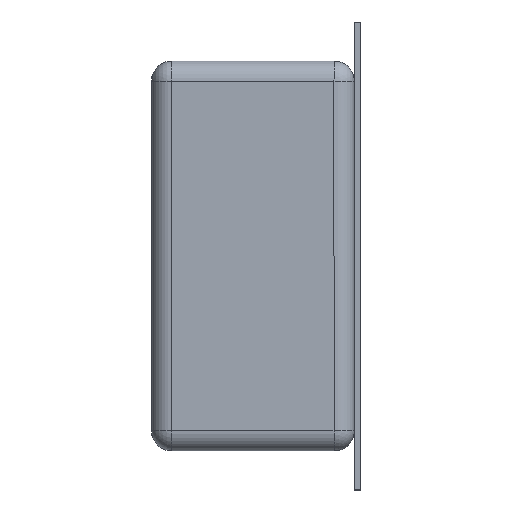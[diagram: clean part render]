
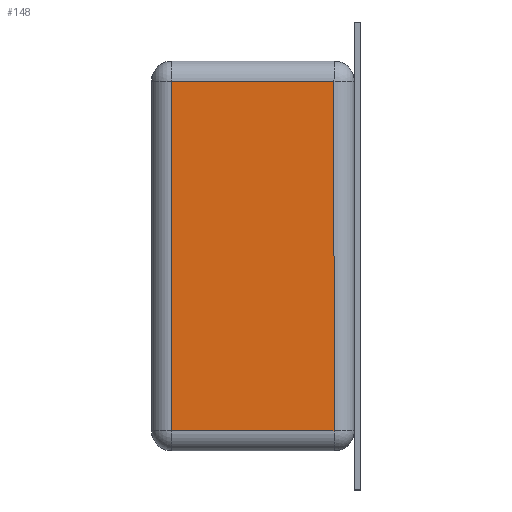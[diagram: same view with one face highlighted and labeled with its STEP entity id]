
A CAD part, left-side view. The second image highlights one B-rep face of the part: STEP entity #148.
In plain terms, the highlighted planar face has unit normal (-1, 0, 0).
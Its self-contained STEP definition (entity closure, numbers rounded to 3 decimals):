
#113 = ORIENTED_EDGE ( 'NONE', *, *, #114, .T. ) ;
#114 = EDGE_CURVE ( 'NONE', #269, #152, #797, .T. ) ;
#121 = ORIENTED_EDGE ( 'NONE', *, *, #227, .T. ) ;
#122 = EDGE_CURVE ( 'NONE', #153, #268, #676, .T. ) ;
#126 = ORIENTED_EDGE ( 'NONE', *, *, #122, .T. ) ;
#148 = ADVANCED_FACE ( 'NONE', ( #894 ), #944, .T. ) ;
#149 = EDGE_LOOP ( 'NONE', ( #150, #126, #121, #113 ) ) ;
#150 = ORIENTED_EDGE ( 'NONE', *, *, #151, .T. ) ;
#151 = EDGE_CURVE ( 'NONE', #152, #153, #939, .T. ) ;
#152 = VERTEX_POINT ( 'NONE', #935 ) ;
#153 = VERTEX_POINT ( 'NONE', #934 ) ;
#227 = EDGE_CURVE ( 'NONE', #268, #269, #1188, .T. ) ;
#268 = VERTEX_POINT ( 'NONE', #1498 ) ;
#269 = VERTEX_POINT ( 'NONE', #1497 ) ;
#673 = DIRECTION ( 'NONE',  ( 0., 0., -1. ) ) ;
#674 = VECTOR ( 'NONE', #673, 1000. ) ;
#675 = CARTESIAN_POINT ( 'NONE',  ( -1., 0.585, -0.56 ) ) ;
#676 = LINE ( 'NONE', #675, #674 ) ;
#794 = DIRECTION ( 'NONE',  ( 0., 0., 1. ) ) ;
#795 = VECTOR ( 'NONE', #794, 1000. ) ;
#796 = CARTESIAN_POINT ( 'NONE',  ( -1., 0.065, 0.56 ) ) ;
#797 = LINE ( 'NONE', #796, #795 ) ;
#894 = FACE_OUTER_BOUND ( 'NONE', #149, .T. ) ;
#934 = CARTESIAN_POINT ( 'NONE',  ( -1., 0.585, 0.56 ) ) ;
#935 = CARTESIAN_POINT ( 'NONE',  ( -1., 0.065, 0.56 ) ) ;
#936 = DIRECTION ( 'NONE',  ( 0., 1., 0. ) ) ;
#937 = VECTOR ( 'NONE', #936, 1000. ) ;
#938 = CARTESIAN_POINT ( 'NONE',  ( -1., 0.585, 0.56 ) ) ;
#939 = LINE ( 'NONE', #938, #937 ) ;
#940 = DIRECTION ( 'NONE',  ( 0., 0., 1. ) ) ;
#941 = DIRECTION ( 'NONE',  ( -1., 0., 0. ) ) ;
#942 = CARTESIAN_POINT ( 'NONE',  ( -1., 0.585, -0.56 ) ) ;
#943 = AXIS2_PLACEMENT_3D ( 'NONE', #942, #941, #940 ) ;
#944 = PLANE ( 'NONE',  #943 ) ;
#1185 = DIRECTION ( 'NONE',  ( 0., -1., 0. ) ) ;
#1186 = VECTOR ( 'NONE', #1185, 1000. ) ;
#1187 = CARTESIAN_POINT ( 'NONE',  ( -1., 0.065, -0.56 ) ) ;
#1188 = LINE ( 'NONE', #1187, #1186 ) ;
#1497 = CARTESIAN_POINT ( 'NONE',  ( -1., 0.065, -0.56 ) ) ;
#1498 = CARTESIAN_POINT ( 'NONE',  ( -1., 0.585, -0.56 ) ) ;
